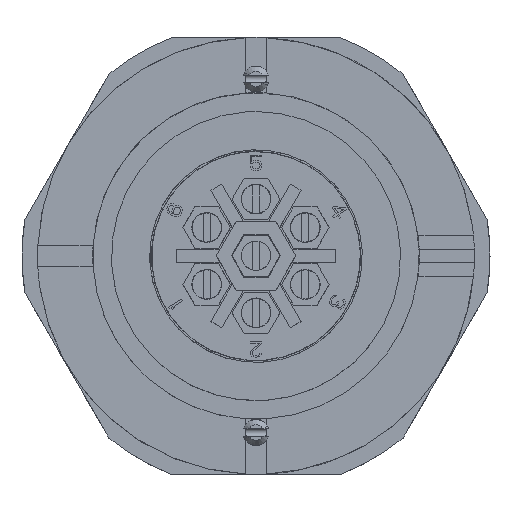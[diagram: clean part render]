
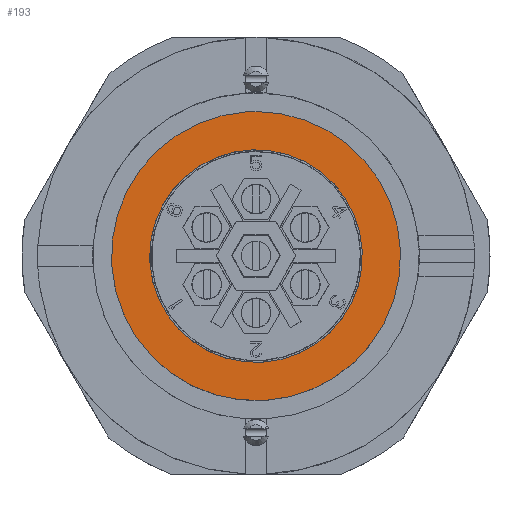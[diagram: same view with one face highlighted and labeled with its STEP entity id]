
A CAD part, top view. The second image highlights one B-rep face of the part: STEP entity #193.
In plain terms, the highlighted planar face has unit normal (0, 0, 1).
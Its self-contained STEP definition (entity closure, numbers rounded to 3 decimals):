
#193=ADVANCED_FACE('',(#556,#557),#558,.F.);
#556=FACE_OUTER_BOUND('',#1061,.T.);
#557=FACE_BOUND('',#1062,.T.);
#558=PLANE('',#1063);
#1061=EDGE_LOOP('',(#6864,#6865,#6866));
#1062=EDGE_LOOP('',(#6867,#6868,#6869));
#1063=AXIS2_PLACEMENT_3D('',#6870,#6871,#6872);
#6864=ORIENTED_EDGE('',*,*,#10891,.F.);
#6865=ORIENTED_EDGE('',*,*,#10892,.F.);
#6866=ORIENTED_EDGE('',*,*,#10867,.F.);
#6867=ORIENTED_EDGE('',*,*,#10876,.T.);
#6868=ORIENTED_EDGE('',*,*,#10879,.T.);
#6869=ORIENTED_EDGE('',*,*,#10877,.T.);
#6870=CARTESIAN_POINT('',(0.0,14.456,-9.18));
#6871=DIRECTION('',(0.0,0.0,-1.0));
#6872=DIRECTION('',(0.0,-1.0,0.0));
#10867=EDGE_CURVE('',#29966,#29969,#29970,.T.);
#10876=EDGE_CURVE('',#29986,#29984,#29987,.T.);
#10877=EDGE_CURVE('',#29976,#29986,#29988,.T.);
#10879=EDGE_CURVE('',#29984,#29976,#29990,.T.);
#10891=EDGE_CURVE('',#30007,#29966,#30008,.T.);
#10892=EDGE_CURVE('',#29969,#30007,#30009,.T.);
#29966=VERTEX_POINT('',#44199);
#29969=VERTEX_POINT('',#44203);
#29970=CIRCLE('',#44204,13.9);
#29976=VERTEX_POINT('',#44211);
#29984=VERTEX_POINT('',#44220);
#29986=VERTEX_POINT('',#44223);
#29987=CIRCLE('',#44224,10.225);
#29988=CIRCLE('',#44225,10.225);
#29990=CIRCLE('',#44227,10.225);
#30007=VERTEX_POINT('',#44248);
#30008=CIRCLE('',#44249,13.9);
#30009=CIRCLE('',#44250,13.9);
#44199=CARTESIAN_POINT('',(0.873,-13.873,-9.18));
#44203=CARTESIAN_POINT('',(-0.873,13.873,-9.18));
#44204=AXIS2_PLACEMENT_3D('',#59393,#59394,#59395);
#44211=CARTESIAN_POINT('',(-10.205,-0.642,-9.18));
#44220=CARTESIAN_POINT('',(10.205,0.642,-9.18));
#44223=CARTESIAN_POINT('',(-10.225,0.0,-9.18));
#44224=AXIS2_PLACEMENT_3D('',#59411,#59412,#59413);
#44225=AXIS2_PLACEMENT_3D('',#59414,#59415,#59416);
#44227=AXIS2_PLACEMENT_3D('',#59417,#59418,#59419);
#44248=CARTESIAN_POINT('',(0.0,13.9,-9.18));
#44249=AXIS2_PLACEMENT_3D('',#59439,#59440,#59441);
#44250=AXIS2_PLACEMENT_3D('',#59442,#59443,#59444);
#59393=CARTESIAN_POINT('',(0.0,0.0,-9.18));
#59394=DIRECTION('',(0.0,0.0,-1.0));
#59395=DIRECTION('',(0.0,-1.0,0.0));
#59411=CARTESIAN_POINT('',(0.0,0.0,-9.18));
#59412=DIRECTION('',(0.0,0.0,-1.0));
#59413=DIRECTION('',(-1.0,0.0,0.0));
#59414=CARTESIAN_POINT('',(0.0,0.0,-9.18));
#59415=DIRECTION('',(0.0,0.0,-1.0));
#59416=DIRECTION('',(-1.0,0.0,0.0));
#59417=CARTESIAN_POINT('',(0.0,0.0,-9.18));
#59418=DIRECTION('',(0.0,0.0,-1.0));
#59419=DIRECTION('',(-1.0,0.0,0.0));
#59439=CARTESIAN_POINT('',(0.0,0.0,-9.18));
#59440=DIRECTION('',(0.0,0.0,-1.0));
#59441=DIRECTION('',(0.0,-1.0,0.0));
#59442=CARTESIAN_POINT('',(0.0,0.0,-9.18));
#59443=DIRECTION('',(0.0,0.0,-1.0));
#59444=DIRECTION('',(0.0,-1.0,0.0));
